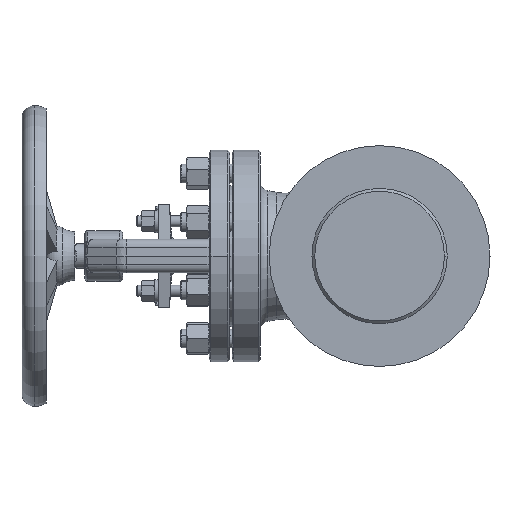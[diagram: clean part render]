
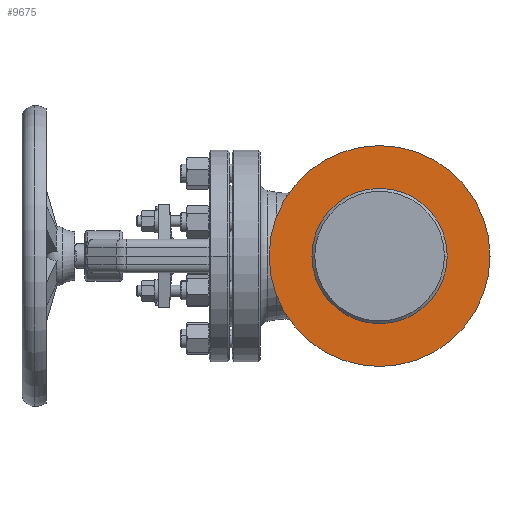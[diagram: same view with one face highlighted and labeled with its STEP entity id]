
A CAD part, left-side view. The second image highlights one B-rep face of the part: STEP entity #9675.
In plain terms, the highlighted planar face has unit normal (-1, 0, 0).
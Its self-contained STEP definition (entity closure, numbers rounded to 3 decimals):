
#117 = CIRCLE ( 'NONE', #33216, 72. ) ;
#1792 = DIRECTION ( 'NONE',  ( 0., -1., 0. ) ) ;
#3005 = PLANE ( 'NONE',  #22408 ) ;
#3061 = CARTESIAN_POINT ( 'NONE',  ( -187., 0., 0. ) ) ;
#4509 = CIRCLE ( 'NONE', #8352, 72. ) ;
#6763 = DIRECTION ( 'NONE',  ( 0., -1., 0. ) ) ;
#7023 = DIRECTION ( 'NONE',  ( -1., 0., 0. ) ) ;
#8307 = ORIENTED_EDGE ( 'NONE', *, *, #11968, .T. ) ;
#8352 = AXIS2_PLACEMENT_3D ( 'NONE', #37796, #15904, #41436 ) ;
#9675 = ADVANCED_FACE ( 'NONE', ( #17857, #47030 ), #3005, .T. ) ;
#10435 = ORIENTED_EDGE ( 'NONE', *, *, #27557, .F. ) ;
#10436 = CIRCLE ( 'NONE', #34348, 117.5 ) ;
#11056 = CIRCLE ( 'NONE', #42565, 117.5 ) ;
#11834 = VERTEX_POINT ( 'NONE', #44072 ) ;
#11965 = CARTESIAN_POINT ( 'NONE',  ( -187., 0., 0. ) ) ;
#11968 = EDGE_CURVE ( 'NONE', #17136, #30339, #11056, .T. ) ;
#12125 = EDGE_CURVE ( 'NONE', #30339, #17136, #10436, .T. ) ;
#15644 = DIRECTION ( 'NONE',  ( 0., -1., 0. ) ) ;
#15904 = DIRECTION ( 'NONE',  ( -1., 0., 0. ) ) ;
#17136 = VERTEX_POINT ( 'NONE', #30999 ) ;
#17694 = ORIENTED_EDGE ( 'NONE', *, *, #34660, .F. ) ;
#17857 = FACE_BOUND ( 'NONE', #36165, .T. ) ;
#19788 = CARTESIAN_POINT ( 'NONE',  ( -187., 0., -117.5 ) ) ;
#21611 = CARTESIAN_POINT ( 'NONE',  ( -187., 72., 0. ) ) ;
#22151 = VERTEX_POINT ( 'NONE', #37672 ) ;
#22408 = AXIS2_PLACEMENT_3D ( 'NONE', #21611, #7023, #32660 ) ;
#23839 = DIRECTION ( 'NONE',  ( -1., 0., 0. ) ) ;
#25031 = EDGE_LOOP ( 'NONE', ( #8307, #45137 ) ) ;
#27557 = EDGE_CURVE ( 'NONE', #11834, #22151, #117, .T. ) ;
#28764 = DIRECTION ( 'NONE',  ( -1., 0., 0. ) ) ;
#30339 = VERTEX_POINT ( 'NONE', #19788 ) ;
#30999 = CARTESIAN_POINT ( 'NONE',  ( -187., 0., 117.5 ) ) ;
#32660 = DIRECTION ( 'NONE',  ( 0., -1., 0. ) ) ;
#33216 = AXIS2_PLACEMENT_3D ( 'NONE', #3061, #28764, #6763 ) ;
#34348 = AXIS2_PLACEMENT_3D ( 'NONE', #45634, #23839, #1792 ) ;
#34660 = EDGE_CURVE ( 'NONE', #22151, #11834, #4509, .T. ) ;
#36165 = EDGE_LOOP ( 'NONE', ( #10435, #17694 ) ) ;
#37546 = DIRECTION ( 'NONE',  ( -1., 0., 0. ) ) ;
#37672 = CARTESIAN_POINT ( 'NONE',  ( -187., -72., 0. ) ) ;
#37796 = CARTESIAN_POINT ( 'NONE',  ( -187., 0., 0. ) ) ;
#41436 = DIRECTION ( 'NONE',  ( 0., -1., 0. ) ) ;
#42565 = AXIS2_PLACEMENT_3D ( 'NONE', #11965, #37546, #15644 ) ;
#44072 = CARTESIAN_POINT ( 'NONE',  ( -187., 72., 0. ) ) ;
#45137 = ORIENTED_EDGE ( 'NONE', *, *, #12125, .T. ) ;
#45634 = CARTESIAN_POINT ( 'NONE',  ( -187., 0., 0. ) ) ;
#47030 = FACE_OUTER_BOUND ( 'NONE', #25031, .T. ) ;
